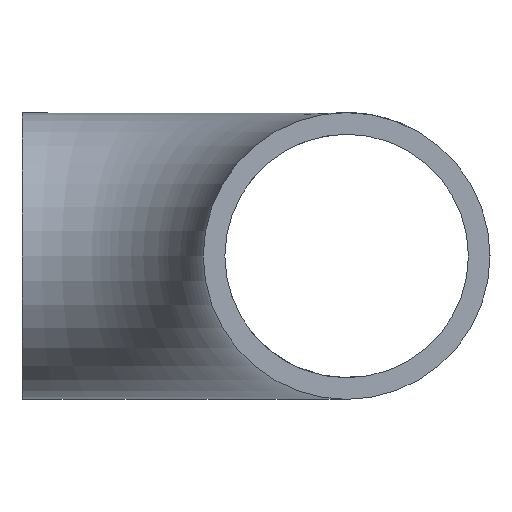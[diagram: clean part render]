
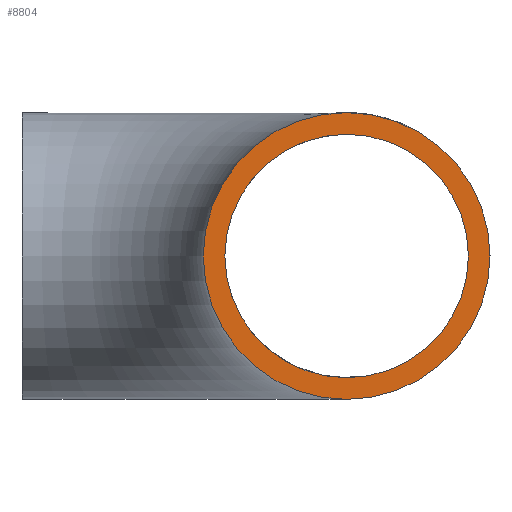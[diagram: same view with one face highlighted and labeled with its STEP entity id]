
A CAD part, left-side view. The second image highlights one B-rep face of the part: STEP entity #8804.
In plain terms, the highlighted planar face has unit normal (-1, 0, 0).
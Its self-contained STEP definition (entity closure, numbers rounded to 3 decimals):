
#384 = DIRECTION ( 'NONE',  ( 1., 0., 0. ) ) ;
#1198 = DIRECTION ( 'NONE',  ( 1., 0., 0. ) ) ;
#1734 = CARTESIAN_POINT ( 'NONE',  ( 0., 0., 0. ) ) ;
#2844 = DIRECTION ( 'NONE',  ( 1., 0., 0. ) ) ;
#2930 = FACE_BOUND ( 'NONE', #12421, .T. ) ;
#3026 = VERTEX_POINT ( 'NONE', #16062 ) ;
#3206 = AXIS2_PLACEMENT_3D ( 'NONE', #8004, #384, #7920 ) ;
#3675 = CIRCLE ( 'NONE', #7123, 18. ) ;
#3921 = FACE_OUTER_BOUND ( 'NONE', #15186, .T. ) ;
#4034 = DIRECTION ( 'NONE',  ( 1., 0., 0. ) ) ;
#5182 = EDGE_CURVE ( 'NONE', #6687, #3026, #3675, .T. ) ;
#5432 = ORIENTED_EDGE ( 'NONE', *, *, #15061, .F. ) ;
#5683 = ORIENTED_EDGE ( 'NONE', *, *, #11543, .F. ) ;
#6171 = VERTEX_POINT ( 'NONE', #9206 ) ;
#6249 = CARTESIAN_POINT ( 'NONE',  ( 0., 0., 0. ) ) ;
#6687 = VERTEX_POINT ( 'NONE', #7701 ) ;
#7123 = AXIS2_PLACEMENT_3D ( 'NONE', #6249, #1198, #8882 ) ;
#7701 = CARTESIAN_POINT ( 'NONE',  ( 0., 0., -18. ) ) ;
#7770 = DIRECTION ( 'NONE',  ( 1., 0., 0. ) ) ;
#7920 = DIRECTION ( 'NONE',  ( 0., 0., -1. ) ) ;
#7999 = DIRECTION ( 'NONE',  ( 0., 0., -1. ) ) ;
#8004 = CARTESIAN_POINT ( 'NONE',  ( 0., 0., 0. ) ) ;
#8804 = ADVANCED_FACE ( 'NONE', ( #2930, #3921 ), #12913, .F. ) ;
#8882 = DIRECTION ( 'NONE',  ( 0., 0., -1. ) ) ;
#9206 = CARTESIAN_POINT ( 'NONE',  ( 0., 0., 21.2 ) ) ;
#9750 = AXIS2_PLACEMENT_3D ( 'NONE', #14291, #7770, #13051 ) ;
#9769 = AXIS2_PLACEMENT_3D ( 'NONE', #10271, #2844, #15240 ) ;
#10271 = CARTESIAN_POINT ( 'NONE',  ( 0., 0., 0. ) ) ;
#10331 = CIRCLE ( 'NONE', #3206, 21.2 ) ;
#11543 = EDGE_CURVE ( 'NONE', #6171, #14835, #10331, .T. ) ;
#11743 = ORIENTED_EDGE ( 'NONE', *, *, #13178, .T. ) ;
#12421 = EDGE_LOOP ( 'NONE', ( #11743, #16324 ) ) ;
#12424 = CIRCLE ( 'NONE', #13738, 18. ) ;
#12913 = PLANE ( 'NONE',  #9769 ) ;
#13051 = DIRECTION ( 'NONE',  ( 0., 0., -1. ) ) ;
#13178 = EDGE_CURVE ( 'NONE', #3026, #6687, #12424, .T. ) ;
#13738 = AXIS2_PLACEMENT_3D ( 'NONE', #1734, #4034, #7999 ) ;
#13953 = CIRCLE ( 'NONE', #9750, 21.2 ) ;
#14291 = CARTESIAN_POINT ( 'NONE',  ( 0., 0., 0. ) ) ;
#14835 = VERTEX_POINT ( 'NONE', #15882 ) ;
#15061 = EDGE_CURVE ( 'NONE', #14835, #6171, #13953, .T. ) ;
#15186 = EDGE_LOOP ( 'NONE', ( #5432, #5683 ) ) ;
#15240 = DIRECTION ( 'NONE',  ( 0., 0., -1. ) ) ;
#15882 = CARTESIAN_POINT ( 'NONE',  ( 0., 0., -21.2 ) ) ;
#16062 = CARTESIAN_POINT ( 'NONE',  ( 0., 0., 18. ) ) ;
#16324 = ORIENTED_EDGE ( 'NONE', *, *, #5182, .T. ) ;
